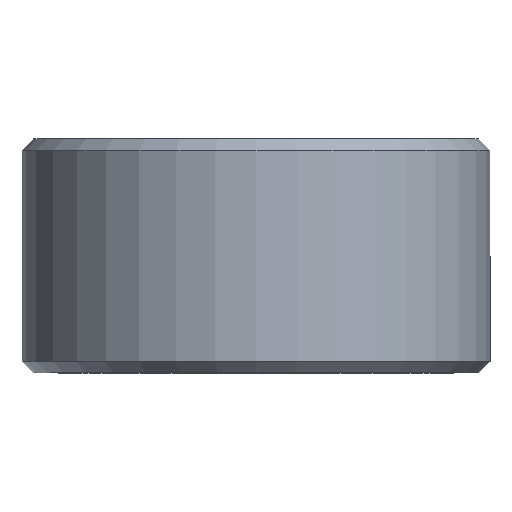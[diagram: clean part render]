
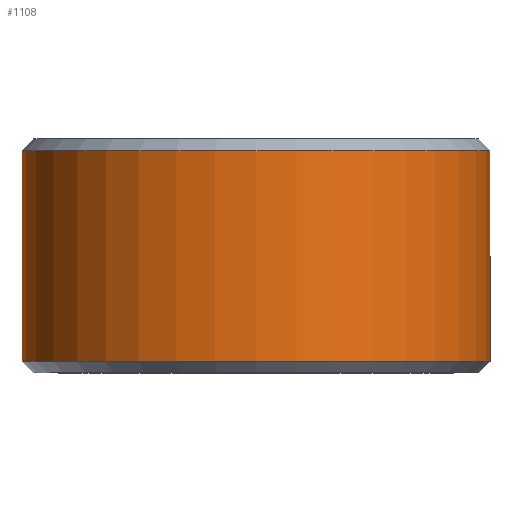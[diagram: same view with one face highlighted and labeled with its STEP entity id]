
A CAD part, front view. The second image highlights one B-rep face of the part: STEP entity #1108.
In plain terms, the highlighted cylindrical face has radius 2.5 mm (diameter 5 mm), a partial arc.
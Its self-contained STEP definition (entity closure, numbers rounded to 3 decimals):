
#34 = EDGE_CURVE ( 'NONE', #826, #825, #923, .T. ) ;
#86 = AXIS2_PLACEMENT_3D ( 'NONE', #588, #765, #566 ) ;
#152 = AXIS2_PLACEMENT_3D ( 'NONE', #477, #478, #484 ) ;
#174 = AXIS2_PLACEMENT_3D ( 'NONE', #379, #376, #375 ) ;
#235 = DIRECTION ( 'NONE',  ( 0., 0., 1. ) ) ;
#236 = CARTESIAN_POINT ( 'NONE',  ( 2.5, 0., 1.25 ) ) ;
#348 = DIRECTION ( 'NONE',  ( 0., 0., 1. ) ) ;
#357 = CARTESIAN_POINT ( 'NONE',  ( -2.5, 0., 1.25 ) ) ;
#375 = DIRECTION ( 'NONE',  ( 1., 0., 0. ) ) ;
#376 = DIRECTION ( 'NONE',  ( 0., 0., 1. ) ) ;
#379 = CARTESIAN_POINT ( 'NONE',  ( 0., 0., 1.125 ) ) ;
#477 = CARTESIAN_POINT ( 'NONE',  ( 0., 0., 1.25 ) ) ;
#478 = DIRECTION ( 'NONE',  ( 0., 0., 1. ) ) ;
#484 = DIRECTION ( 'NONE',  ( 1., 0., 0. ) ) ;
#566 = DIRECTION ( 'NONE',  ( 1., 0., 0. ) ) ;
#588 = CARTESIAN_POINT ( 'NONE',  ( 0., 0., -1.125 ) ) ;
#725 = CARTESIAN_POINT ( 'NONE',  ( -2.5, 0., 1.125 ) ) ;
#765 = DIRECTION ( 'NONE',  ( 0., 0., 1. ) ) ;
#772 = CARTESIAN_POINT ( 'NONE',  ( 2.5, 0., 1.125 ) ) ;
#782 = CARTESIAN_POINT ( 'NONE',  ( 2.5, 0., -1.125 ) ) ;
#783 = CARTESIAN_POINT ( 'NONE',  ( -2.5, 0., -1.125 ) ) ;
#820 = VERTEX_POINT ( 'NONE', #772 ) ;
#825 = VERTEX_POINT ( 'NONE', #782 ) ;
#826 = VERTEX_POINT ( 'NONE', #783 ) ;
#834 = VERTEX_POINT ( 'NONE', #725 ) ;
#923 = CIRCLE ( 'NONE', #86, 2.5 ) ;
#1108 = ADVANCED_FACE ( 'NONE', ( #1441 ), #1450, .T. ) ;
#1270 = EDGE_LOOP ( 'NONE', ( #1316, #1315, #1314, #1313 ) ) ;
#1313 = ORIENTED_EDGE ( 'NONE', *, *, #1585, .F. ) ;
#1314 = ORIENTED_EDGE ( 'NONE', *, *, #1624, .T. ) ;
#1315 = ORIENTED_EDGE ( 'NONE', *, *, #34, .T. ) ;
#1316 = ORIENTED_EDGE ( 'NONE', *, *, #1593, .F. ) ;
#1441 = FACE_OUTER_BOUND ( 'NONE', #1270, .T. ) ;
#1450 = CYLINDRICAL_SURFACE ( 'NONE', #152, 2.5 ) ;
#1492 = CIRCLE ( 'NONE', #174, 2.5 ) ;
#1495 = VECTOR ( 'NONE', #348, 1000. ) ;
#1499 = LINE ( 'NONE', #357, #1495 ) ;
#1531 = LINE ( 'NONE', #236, #1536 ) ;
#1536 = VECTOR ( 'NONE', #235, 1000. ) ;
#1585 = EDGE_CURVE ( 'NONE', #834, #820, #1492, .T. ) ;
#1593 = EDGE_CURVE ( 'NONE', #826, #834, #1499, .T. ) ;
#1624 = EDGE_CURVE ( 'NONE', #825, #820, #1531, .T. ) ;
